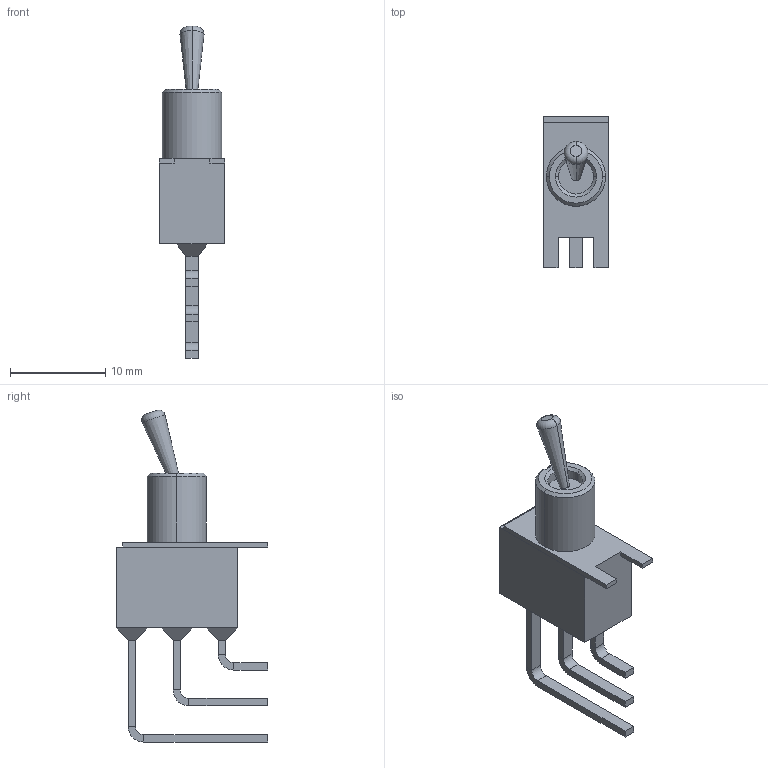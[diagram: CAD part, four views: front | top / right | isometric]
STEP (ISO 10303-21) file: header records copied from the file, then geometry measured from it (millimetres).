
FILE_DESCRIPTION (( 'STEP AP203' ), '1' );
FILE_NAME ('MS-100758.STEP', '2015-12-07T22:42:45', ( '' ), ( '' ), 'SwSTEP 2.0', 'SolidWorks 2015', '' );
FILE_SCHEMA (( 'CONFIG_CONTROL_DESIGN' ));
Length unit declared in the file: inch
Products named in the file (1): MS-100758
Bounding box: 6.86 x 15.9 x 34.84 mm (x, y, z)
Volume: 1073.5 mm3; surface area: 963.1 mm2
Topology: 1 solids, 1 shells, 93 faces, 210 edges, 123 vertices
Faces by surface type: plane 71, cylinder 11, cone 9, torus 2
Entity records: 2606 total; most frequent: CARTESIAN_POINT 457, DIRECTION 427, ORIENTED_EDGE 420, EDGE_CURVE 210, VECTOR 169, LINE 169, AXIS2_PLACEMENT_3D 129, VERTEX_POINT 123
